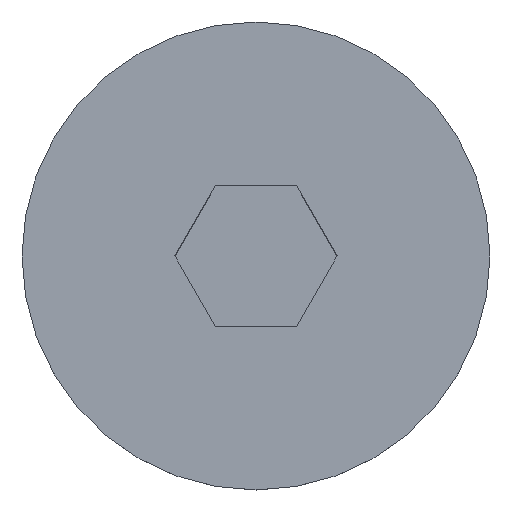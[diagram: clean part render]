
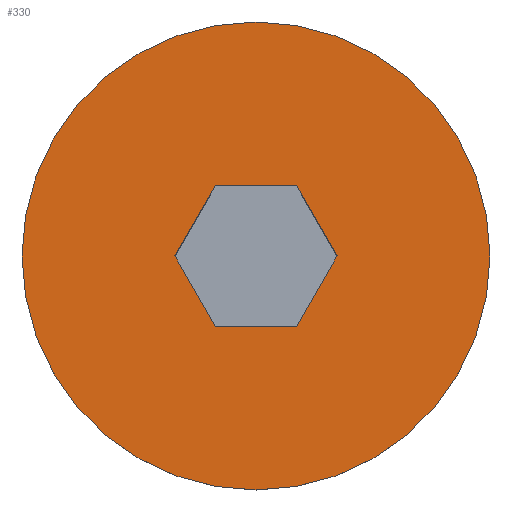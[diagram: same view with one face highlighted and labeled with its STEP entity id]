
A CAD part, top view. The second image highlights one B-rep face of the part: STEP entity #330.
In plain terms, the highlighted planar face has unit normal (0, 0, 1).
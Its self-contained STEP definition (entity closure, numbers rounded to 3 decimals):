
#8 = EDGE_LOOP ( 'NONE', ( #71, #401 ) ) ;
#16 = EDGE_CURVE ( 'NONE', #57, #236, #348, .T. ) ;
#30 = CIRCLE ( 'NONE', #143, 5. ) ;
#37 = ORIENTED_EDGE ( 'NONE', *, *, #134, .T. ) ;
#41 = CARTESIAN_POINT ( 'NONE',  ( 1.732, 0., 2.8 ) ) ;
#42 = CARTESIAN_POINT ( 'NONE',  ( 0.866, -1.5, 2.8 ) ) ;
#47 = DIRECTION ( 'NONE',  ( 0., 0., -1. ) ) ;
#49 = CARTESIAN_POINT ( 'NONE',  ( -1.732, 0., 2.8 ) ) ;
#57 = VERTEX_POINT ( 'NONE', #381 ) ;
#61 = LINE ( 'NONE', #533, #331 ) ;
#64 = LINE ( 'NONE', #281, #324 ) ;
#71 = ORIENTED_EDGE ( 'NONE', *, *, #126, .F. ) ;
#82 = DIRECTION ( 'NONE',  ( 0., 1., 0. ) ) ;
#93 = CARTESIAN_POINT ( 'NONE',  ( -0.866, 1.5, 2.8 ) ) ;
#96 = CARTESIAN_POINT ( 'NONE',  ( 0., -5., 2.8 ) ) ;
#117 = EDGE_CURVE ( 'NONE', #207, #57, #61, .T. ) ;
#119 = ORIENTED_EDGE ( 'NONE', *, *, #465, .T. ) ;
#126 = EDGE_CURVE ( 'NONE', #403, #199, #30, .T. ) ;
#134 = EDGE_CURVE ( 'NONE', #510, #207, #167, .T. ) ;
#143 = AXIS2_PLACEMENT_3D ( 'NONE', #215, #47, #82 ) ;
#149 = AXIS2_PLACEMENT_3D ( 'NONE', #361, #193, #355 ) ;
#160 = DIRECTION ( 'NONE',  ( 0.5, 0.866, 0. ) ) ;
#167 = LINE ( 'NONE', #41, #288 ) ;
#179 = VERTEX_POINT ( 'NONE', #93 ) ;
#184 = DIRECTION ( 'NONE',  ( 0.5, -0.866, 0. ) ) ;
#191 = VERTEX_POINT ( 'NONE', #386 ) ;
#193 = DIRECTION ( 'NONE',  ( 0., 0., 1. ) ) ;
#195 = EDGE_CURVE ( 'NONE', #191, #510, #357, .T. ) ;
#199 = VERTEX_POINT ( 'NONE', #96 ) ;
#207 = VERTEX_POINT ( 'NONE', #42 ) ;
#215 = CARTESIAN_POINT ( 'NONE',  ( 0., 0., 2.8 ) ) ;
#222 = LINE ( 'NONE', #308, #472 ) ;
#229 = CARTESIAN_POINT ( 'NONE',  ( 1.299, 0.75, 2.8 ) ) ;
#236 = VERTEX_POINT ( 'NONE', #49 ) ;
#243 = CARTESIAN_POINT ( 'NONE',  ( 1.732, 0., 2.8 ) ) ;
#253 = AXIS2_PLACEMENT_3D ( 'NONE', #258, #307, #347 ) ;
#258 = CARTESIAN_POINT ( 'NONE',  ( 0., 0., 2.8 ) ) ;
#266 = EDGE_CURVE ( 'NONE', #179, #191, #222, .T. ) ;
#268 = PLANE ( 'NONE',  #149 ) ;
#281 = CARTESIAN_POINT ( 'NONE',  ( -1.299, 0.75, 2.8 ) ) ;
#282 = CARTESIAN_POINT ( 'NONE',  ( -1.299, -0.75, 2.8 ) ) ;
#288 = VECTOR ( 'NONE', #426, 1000. ) ;
#307 = DIRECTION ( 'NONE',  ( 0., 0., -1. ) ) ;
#308 = CARTESIAN_POINT ( 'NONE',  ( 0., 1.5, 2.8 ) ) ;
#316 = EDGE_CURVE ( 'NONE', #199, #403, #394, .T. ) ;
#323 = ORIENTED_EDGE ( 'NONE', *, *, #266, .T. ) ;
#324 = VECTOR ( 'NONE', #160, 1000. ) ;
#325 = DIRECTION ( 'NONE',  ( -0.5, 0.866, 0. ) ) ;
#330 = ADVANCED_FACE ( 'NONE', ( #485, #382 ), #268, .T. ) ;
#331 = VECTOR ( 'NONE', #334, 1000. ) ;
#334 = DIRECTION ( 'NONE',  ( -1., 0., 0. ) ) ;
#347 = DIRECTION ( 'NONE',  ( 0., 1., 0. ) ) ;
#348 = LINE ( 'NONE', #282, #500 ) ;
#355 = DIRECTION ( 'NONE',  ( 0., -1., 0. ) ) ;
#357 = LINE ( 'NONE', #229, #375 ) ;
#361 = CARTESIAN_POINT ( 'NONE',  ( 0., 0., 2.8 ) ) ;
#375 = VECTOR ( 'NONE', #184, 1000. ) ;
#381 = CARTESIAN_POINT ( 'NONE',  ( -0.866, -1.5, 2.8 ) ) ;
#382 = FACE_OUTER_BOUND ( 'NONE', #8, .T. ) ;
#386 = CARTESIAN_POINT ( 'NONE',  ( 0.866, 1.5, 2.8 ) ) ;
#394 = CIRCLE ( 'NONE', #253, 5. ) ;
#401 = ORIENTED_EDGE ( 'NONE', *, *, #316, .F. ) ;
#403 = VERTEX_POINT ( 'NONE', #511 ) ;
#409 = ORIENTED_EDGE ( 'NONE', *, *, #195, .T. ) ;
#426 = DIRECTION ( 'NONE',  ( -0.5, -0.866, 0. ) ) ;
#458 = ORIENTED_EDGE ( 'NONE', *, *, #117, .T. ) ;
#465 = EDGE_CURVE ( 'NONE', #236, #179, #64, .T. ) ;
#472 = VECTOR ( 'NONE', #505, 1000. ) ;
#474 = EDGE_LOOP ( 'NONE', ( #409, #37, #458, #528, #119, #323 ) ) ;
#485 = FACE_BOUND ( 'NONE', #474, .T. ) ;
#500 = VECTOR ( 'NONE', #325, 1000. ) ;
#505 = DIRECTION ( 'NONE',  ( 1., 0., 0. ) ) ;
#510 = VERTEX_POINT ( 'NONE', #243 ) ;
#511 = CARTESIAN_POINT ( 'NONE',  ( 0., 5., 2.8 ) ) ;
#528 = ORIENTED_EDGE ( 'NONE', *, *, #16, .T. ) ;
#533 = CARTESIAN_POINT ( 'NONE',  ( 0.433, -1.5, 2.8 ) ) ;
